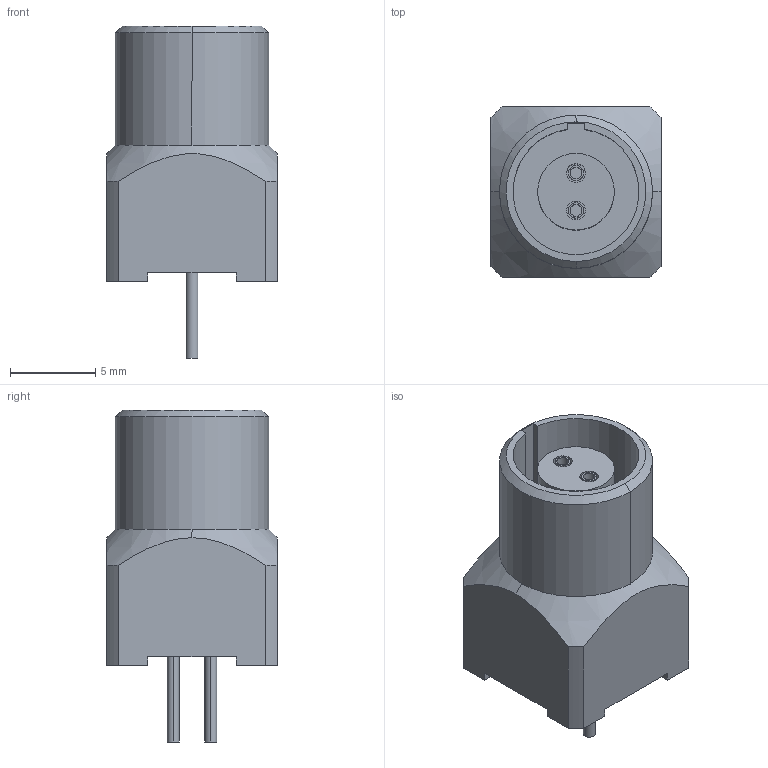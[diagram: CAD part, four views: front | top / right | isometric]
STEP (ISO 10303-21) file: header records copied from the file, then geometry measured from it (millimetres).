
FILE_DESCRIPTION((''),'2;1');
FILE_NAME('LEMO_EZG.0B.302.CLN_Part1.stp','2012-06-27T16:50:20',(''),(''),'Mechanical Desktop 2011','Mechanical Desktop 2011',', , ');
FILE_SCHEMA(('AUTOMOTIVE_DESIGN { 1 2 10303 214 1 1 1 1 }'));
Length unit declared in the file: millimetre
Products named in the file (1): Product
Bounding box: 10 x 10 x 19.5 mm (x, y, z)
Volume: 778.2 mm3; surface area: 1745.4 mm2
Topology: 7 solids, 7 shells, 76 faces, 171 edges, 113 vertices
Faces by surface type: plane 37, cylinder 35, cone 4
Entity records: 2211 total; most frequent: DIRECTION 392, CARTESIAN_POINT 373, ORIENTED_EDGE 342, EDGE_CURVE 171, AXIS2_PLACEMENT_3D 150, VERTEX_POINT 113, VECTOR 92, LINE 92
